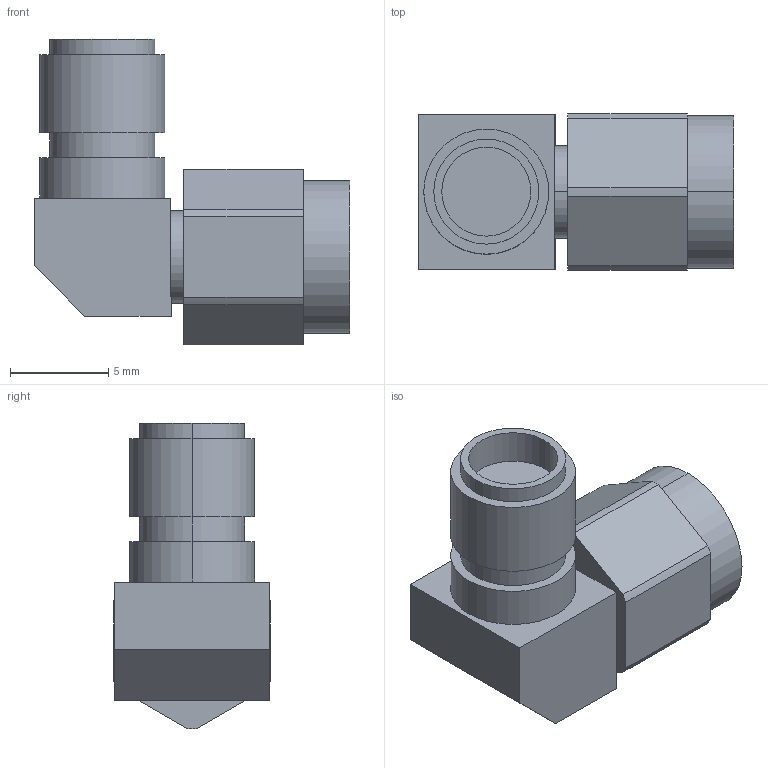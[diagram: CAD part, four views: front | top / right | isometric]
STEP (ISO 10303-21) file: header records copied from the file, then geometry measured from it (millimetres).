
FILE_DESCRIPTION (( 'STEP AP203' ), '1' );
FILE_NAME ('SM3250.step', '2018-09-10T20:15:02', ( '' ), ( '' ), 'SwSTEP 2.0', 'SolidWorks 2017', '' );
FILE_SCHEMA (( 'CONFIG_CONTROL_DESIGN' ));
Length unit declared in the file: inch
Products named in the file (6): SM32501; SM3250; SM32505; SM32504; SM32503; SM32502
Assembly tree (5 placements, depth 2):
  SM3250
    SM32501
    SM32502
    SM32503
    SM32504
    SM32505
Bounding box: 16.03 x 7.94 x 15.54 mm (x, y, z)
Volume: 899.2 mm3; surface area: 996.9 mm2
Topology: 5 solids, 5 shells, 49 faces, 102 edges, 68 vertices
Faces by surface type: plane 26, cylinder 23
Entity records: 1966 total; most frequent: DIRECTION 262, CARTESIAN_POINT 227, ORIENTED_EDGE 204, AXIS2_PLACEMENT_3D 103, EDGE_CURVE 102, VERTEX_POINT 68, VECTOR 56, LINE 56
